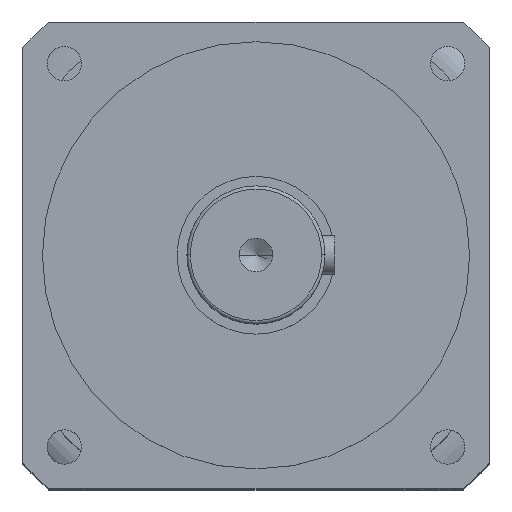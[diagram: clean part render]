
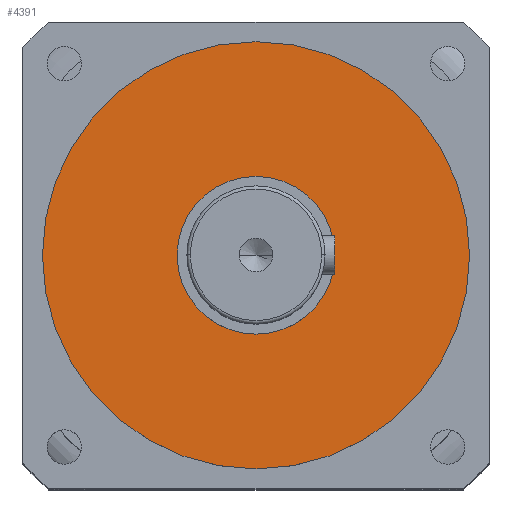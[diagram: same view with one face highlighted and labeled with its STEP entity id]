
A CAD part, top view. The second image highlights one B-rep face of the part: STEP entity #4391.
In plain terms, the highlighted planar face has unit normal (0, 0, 1).
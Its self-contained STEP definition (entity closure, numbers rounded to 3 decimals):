
#109 = VERTEX_POINT ( 'NONE', #1522 ) ;
#234 = DIRECTION ( 'NONE',  ( 1., 0., 0. ) ) ;
#250 = DIRECTION ( 'NONE',  ( 0., 0., 1. ) ) ;
#259 = ORIENTED_EDGE ( 'NONE', *, *, #6694, .F. ) ;
#307 = CARTESIAN_POINT ( 'NONE',  ( 0., 0., -70. ) ) ;
#656 = CARTESIAN_POINT ( 'NONE',  ( 24., 0., -70. ) ) ;
#740 = CARTESIAN_POINT ( 'NONE',  ( -24., 0., -70. ) ) ;
#757 = CARTESIAN_POINT ( 'NONE',  ( 0., 0., -70. ) ) ;
#1160 = VERTEX_POINT ( 'NONE', #6530 ) ;
#1478 = DIRECTION ( 'NONE',  ( 1., 0., 0. ) ) ;
#1522 = CARTESIAN_POINT ( 'NONE',  ( -65., 0., -70. ) ) ;
#2391 = ORIENTED_EDGE ( 'NONE', *, *, #6423, .F. ) ;
#2571 = ORIENTED_EDGE ( 'NONE', *, *, #5136, .T. ) ;
#3099 = CARTESIAN_POINT ( 'NONE',  ( 0., 0., -70. ) ) ;
#3209 = CARTESIAN_POINT ( 'NONE',  ( 0., 0., -70. ) ) ;
#3314 = AXIS2_PLACEMENT_3D ( 'NONE', #3099, #8538, #3857 ) ;
#3504 = AXIS2_PLACEMENT_3D ( 'NONE', #3209, #8649, #3972 ) ;
#3785 = AXIS2_PLACEMENT_3D ( 'NONE', #307, #250, #234 ) ;
#3857 = DIRECTION ( 'NONE',  ( 1., 0., 0. ) ) ;
#3972 = DIRECTION ( 'NONE',  ( 1., 0., 0. ) ) ;
#4075 = FACE_BOUND ( 'NONE', #6089, .T. ) ;
#4202 = CIRCLE ( 'NONE', #3504, 24. ) ;
#4336 = CIRCLE ( 'NONE', #3314, 24. ) ;
#4391 = ADVANCED_FACE ( 'NONE', ( #4075, #8601 ), #4857, .F. ) ;
#4542 = DIRECTION ( 'NONE',  ( -1., 0., 0. ) ) ;
#4583 = DIRECTION ( 'NONE',  ( 0., 0., -1. ) ) ;
#4857 = PLANE ( 'NONE',  #9388 ) ;
#4870 = CARTESIAN_POINT ( 'NONE',  ( 0., 65., -70. ) ) ;
#5136 = EDGE_CURVE ( 'NONE', #109, #1160, #8983, .T. ) ;
#5775 = ORIENTED_EDGE ( 'NONE', *, *, #7597, .T. ) ;
#6089 = EDGE_LOOP ( 'NONE', ( #2391, #259 ) ) ;
#6099 = DIRECTION ( 'NONE',  ( 0., 0., 1. ) ) ;
#6152 = VERTEX_POINT ( 'NONE', #740 ) ;
#6330 = CIRCLE ( 'NONE', #8284, 65. ) ;
#6423 = EDGE_CURVE ( 'NONE', #7517, #6152, #4202, .T. ) ;
#6530 = CARTESIAN_POINT ( 'NONE',  ( 65., 0., -70. ) ) ;
#6694 = EDGE_CURVE ( 'NONE', #6152, #7517, #4336, .T. ) ;
#7517 = VERTEX_POINT ( 'NONE', #656 ) ;
#7597 = EDGE_CURVE ( 'NONE', #1160, #109, #6330, .T. ) ;
#8284 = AXIS2_PLACEMENT_3D ( 'NONE', #757, #6099, #1478 ) ;
#8470 = EDGE_LOOP ( 'NONE', ( #5775, #2571 ) ) ;
#8538 = DIRECTION ( 'NONE',  ( 0., 0., 1. ) ) ;
#8601 = FACE_OUTER_BOUND ( 'NONE', #8470, .T. ) ;
#8649 = DIRECTION ( 'NONE',  ( 0., 0., 1. ) ) ;
#8983 = CIRCLE ( 'NONE', #3785, 65. ) ;
#9388 = AXIS2_PLACEMENT_3D ( 'NONE', #4870, #4583, #4542 ) ;
